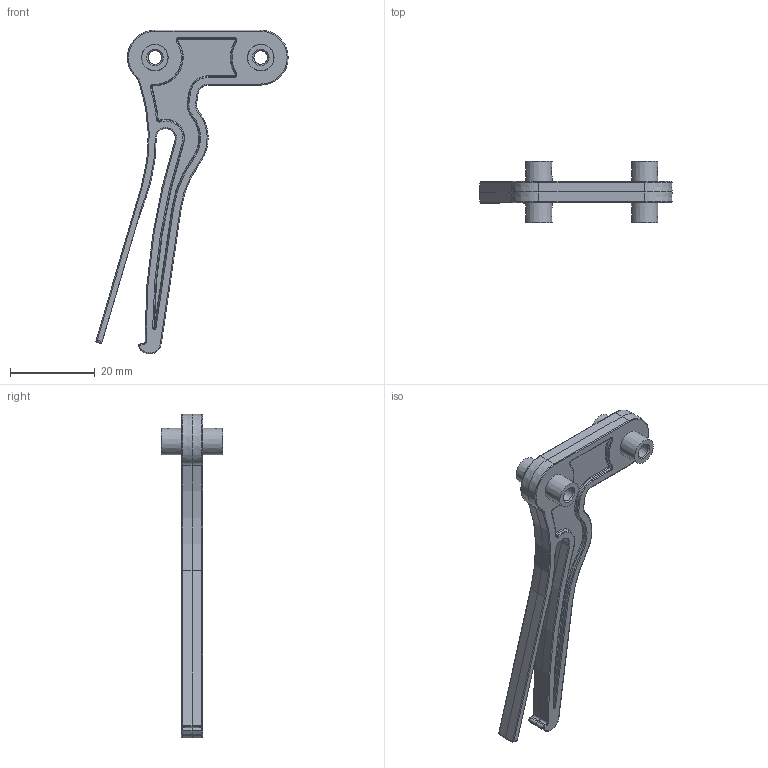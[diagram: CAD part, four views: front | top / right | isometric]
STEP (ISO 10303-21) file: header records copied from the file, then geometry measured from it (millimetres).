
FILE_DESCRIPTION(/* description */ (''),/* implementation_level */ '2;1');
FILE_NAME(/* name */ 'DITO2_1dzdfd (2).stp',/* time_stamp */ '2023-04-03T19:20:41+08:00',/* author */ ('DELL'),/* organization */ (''),/* preprocessor_version */ 'ST-DEVELOPER v17',/* originating_system */ 'Autodesk Inventor 2019',/* authorisation */ '');
FILE_SCHEMA (('AUTOMOTIVE_DESIGN { 1 0 10303 214 3 1 1 }'));
Length unit declared in the file: millimetre
Products named in the file (1): DITO2_1dzdfd
Bounding box: 45.45 x 14.6 x 76.5 mm (x, y, z)
Volume: 4665.1 mm3; surface area: 4419.7 mm2
Topology: 1 solids, 1 shells, 232 faces, 574 edges, 393 vertices
Faces by surface type: torus 74, cylinder 52, cone 52, plane 36, bspline 16, sphere 2
Entity records: 8993 total; most frequent: CARTESIAN_POINT 3457, DIRECTION 1283, ORIENTED_EDGE 1058, AXIS2_PLACEMENT_3D 555, EDGE_CURVE 529, CIRCLE 319, VERTEX_POINT 305, EDGE_LOOP 242
